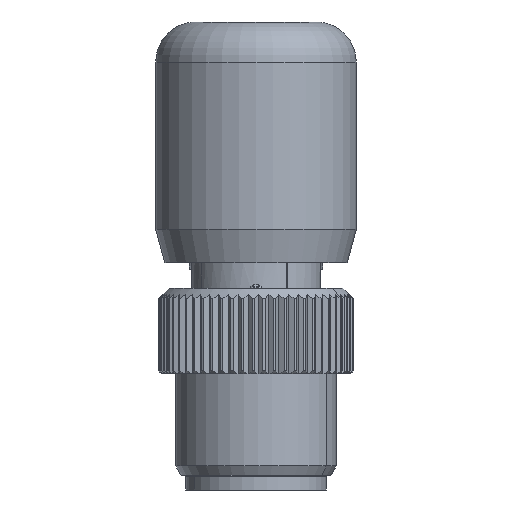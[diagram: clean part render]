
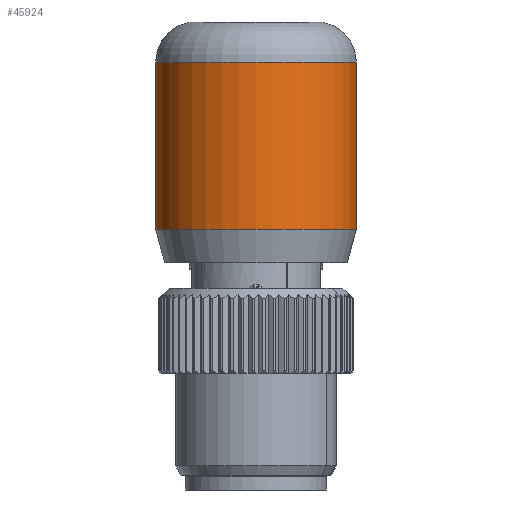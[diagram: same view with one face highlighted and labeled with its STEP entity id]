
A CAD part, front view. The second image highlights one B-rep face of the part: STEP entity #45924.
In plain terms, the highlighted cylindrical face has radius 7.5 mm (diameter 15 mm), a partial arc.
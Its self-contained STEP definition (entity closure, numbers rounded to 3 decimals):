
#45791=AXIS2_PLACEMENT_3D('Circle Axis2P3D',#45789,#45790,$) ;
#45880=AXIS2_PLACEMENT_3D('Cylinder Axis2P3D',#45877,#45878,#45879) ;
#45915=AXIS2_PLACEMENT_3D('Circle Axis2P3D',#45913,#45914,$) ;
#45786=CARTESIAN_POINT('Vertex',(0.,7.5,32.)) ;
#45789=CARTESIAN_POINT('Axis2P3D Location',(7.5,7.5,32.)) ;
#45793=CARTESIAN_POINT('Vertex',(15.,7.5,32.)) ;
#45877=CARTESIAN_POINT('Axis2P3D Location',(7.5,7.5,27.5)) ;
#45882=CARTESIAN_POINT('Line Origine',(0.,7.5,27.5)) ;
#45886=CARTESIAN_POINT('Vertex',(0.,7.5,19.5)) ;
#45889=CARTESIAN_POINT('Line Origine',(15.,7.5,27.5)) ;
#45893=CARTESIAN_POINT('Vertex',(15.,7.5,19.5)) ;
#45913=CARTESIAN_POINT('Axis2P3D Location',(7.5,7.5,19.5)) ;
#45790=DIRECTION('Axis2P3D Direction',(0.,0.,1.)) ;
#45878=DIRECTION('Axis2P3D Direction',(0.,0.,1.)) ;
#45879=DIRECTION('Axis2P3D XDirection',(1.,0.,0.)) ;
#45883=DIRECTION('Vector Direction',(0.,0.,1.)) ;
#45890=DIRECTION('Vector Direction',(0.,0.,1.)) ;
#45914=DIRECTION('Axis2P3D Direction',(0.,0.,1.)) ;
#45884=VECTOR('Line Direction',#45883,1.) ;
#45891=VECTOR('Line Direction',#45890,1.) ;
#45919=ORIENTED_EDGE('',*,*,#45895,.T.) ;
#45920=ORIENTED_EDGE('',*,*,#45795,.F.) ;
#45921=ORIENTED_EDGE('',*,*,#45888,.F.) ;
#45922=ORIENTED_EDGE('',*,*,#45917,.T.) ;
#45924=ADVANCED_FACE('Hauptk\X2\00F6\X0\rper',(#45923),#45881,.T.) ;
#45792=CIRCLE('generated circle',#45791,7.5) ;
#45916=CIRCLE('generated circle',#45915,7.5) ;
#45881=CYLINDRICAL_SURFACE('generated cylinder',#45880,7.5) ;
#45795=EDGE_CURVE('',#45787,#45794,#45792,.T.) ;
#45888=EDGE_CURVE('',#45887,#45787,#45885,.T.) ;
#45895=EDGE_CURVE('',#45894,#45794,#45892,.T.) ;
#45917=EDGE_CURVE('',#45887,#45894,#45916,.T.) ;
#45918=EDGE_LOOP('',(#45919,#45920,#45921,#45922)) ;
#45923=FACE_OUTER_BOUND('',#45918,.T.) ;
#45885=LINE('Line',#45882,#45884) ;
#45892=LINE('Line',#45889,#45891) ;
#45787=VERTEX_POINT('',#45786) ;
#45794=VERTEX_POINT('',#45793) ;
#45887=VERTEX_POINT('',#45886) ;
#45894=VERTEX_POINT('',#45893) ;
